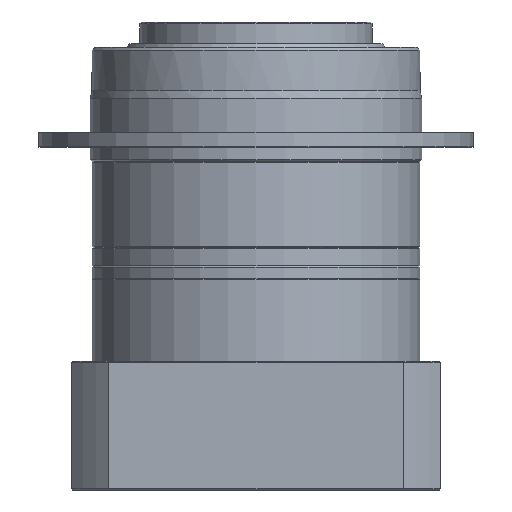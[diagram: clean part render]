
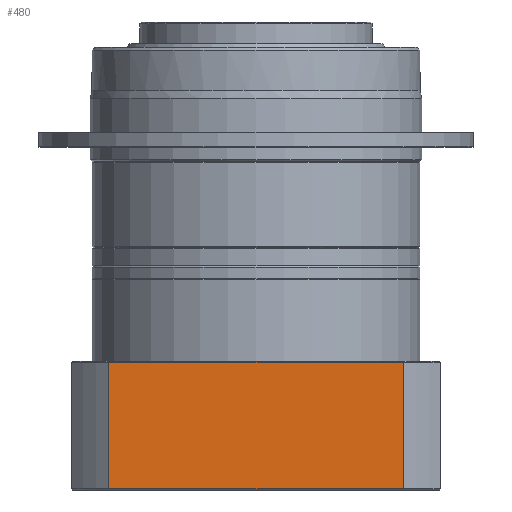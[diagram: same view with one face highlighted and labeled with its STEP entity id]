
A CAD part, front view. The second image highlights one B-rep face of the part: STEP entity #480.
In plain terms, the highlighted planar face has unit normal (0, -1, 0).
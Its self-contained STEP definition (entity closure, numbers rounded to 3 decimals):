
#18 = VERTEX_POINT ( 'NONE', #8691 ) ;
#97 = CARTESIAN_POINT ( 'NONE',  ( -39.95, -50., -46. ) ) ;
#229 = LINE ( 'NONE', #499, #7445 ) ;
#480 = ADVANCED_FACE ( 'NONE', ( #4135 ), #2128, .F. ) ;
#499 = CARTESIAN_POINT ( 'NONE',  ( -39.95, -50., -80.7 ) ) ;
#1626 = DIRECTION ( 'NONE',  ( 0., 0., 1. ) ) ;
#1898 = DIRECTION ( 'NONE',  ( 0., 1., 0. ) ) ;
#1980 = VECTOR ( 'NONE', #7548, 1000. ) ;
#2097 = CARTESIAN_POINT ( 'NONE',  ( 39.95, -50., -80.7 ) ) ;
#2128 = PLANE ( 'NONE',  #2436 ) ;
#2436 = AXIS2_PLACEMENT_3D ( 'NONE', #2097, #1898, #1626 ) ;
#2527 = CARTESIAN_POINT ( 'NONE',  ( 39.95, -50., -80.7 ) ) ;
#2568 = ORIENTED_EDGE ( 'NONE', *, *, #5663, .T. ) ;
#2728 = LINE ( 'NONE', #2527, #11646 ) ;
#2762 = DIRECTION ( 'NONE',  ( -1., 0., 0. ) ) ;
#2810 = CARTESIAN_POINT ( 'NONE',  ( -39.95, -50., -46. ) ) ;
#4135 = FACE_OUTER_BOUND ( 'NONE', #7801, .T. ) ;
#4380 = VERTEX_POINT ( 'NONE', #97 ) ;
#4438 = VECTOR ( 'NONE', #2762, 1000. ) ;
#4586 = VERTEX_POINT ( 'NONE', #8547 ) ;
#4626 = EDGE_CURVE ( 'NONE', #4586, #18, #4765, .T. ) ;
#4765 = LINE ( 'NONE', #7680, #1980 ) ;
#5663 = EDGE_CURVE ( 'NONE', #18, #8800, #2728, .T. ) ;
#6211 = DIRECTION ( 'NONE',  ( 0., 0., 1. ) ) ;
#6278 = DIRECTION ( 'NONE',  ( 0., 0., 1. ) ) ;
#6795 = LINE ( 'NONE', #2810, #4438 ) ;
#7116 = ORIENTED_EDGE ( 'NONE', *, *, #8135, .F. ) ;
#7290 = EDGE_CURVE ( 'NONE', #8800, #4380, #6795, .T. ) ;
#7445 = VECTOR ( 'NONE', #6211, 1000. ) ;
#7548 = DIRECTION ( 'NONE',  ( 1., 0., 0. ) ) ;
#7680 = CARTESIAN_POINT ( 'NONE',  ( 39.95, -50., -80.4 ) ) ;
#7801 = EDGE_LOOP ( 'NONE', ( #2568, #11107, #7116, #11255 ) ) ;
#8135 = EDGE_CURVE ( 'NONE', #4586, #4380, #229, .T. ) ;
#8547 = CARTESIAN_POINT ( 'NONE',  ( -39.95, -50., -80.4 ) ) ;
#8691 = CARTESIAN_POINT ( 'NONE',  ( 39.95, -50., -80.4 ) ) ;
#8800 = VERTEX_POINT ( 'NONE', #9946 ) ;
#9946 = CARTESIAN_POINT ( 'NONE',  ( 39.95, -50., -46. ) ) ;
#11107 = ORIENTED_EDGE ( 'NONE', *, *, #7290, .T. ) ;
#11255 = ORIENTED_EDGE ( 'NONE', *, *, #4626, .T. ) ;
#11646 = VECTOR ( 'NONE', #6278, 1000. ) ;
